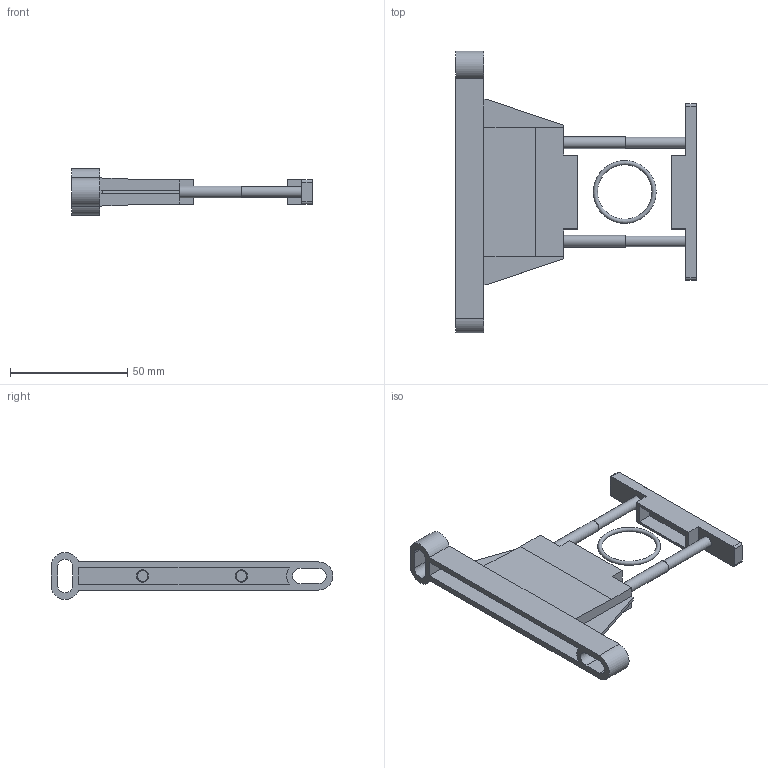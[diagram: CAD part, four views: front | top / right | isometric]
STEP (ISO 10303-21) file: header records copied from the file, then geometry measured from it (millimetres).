
FILE_DESCRIPTION( ( 'STEP AP214' ), ' ' );
FILE_NAME( '99002.0900.stp', '2017-03-08T14:18:38', ( '' ), ( '' ), ' ', 'PARTsolutions', ' ' );
FILE_SCHEMA( ( 'AUTOMOTIVE_DESIGN { 1 0 10303 214 1 1 1 1 }' ) );
Length unit declared in the file: millimetre
Products named in the file (5): 99002.0900; _WK 102-1; _WK 102-3; _WK 102-2; _WK 102-4
Assembly tree (5 placements, depth 2):
  99002.0900
    _WK 102-1
    _WK 102-3  x2
    _WK 102-2
    _WK 102-4
Bounding box: 102.5 x 120 x 19.96 mm (x, y, z)
Volume: 36174.8 mm3; surface area: 22036.6 mm2
Topology: 5 solids, 5 shells, 138 faces, 318 edges, 193 vertices
Faces by surface type: plane 91, cylinder 38, cone 8, torus 1
Full cylindrical faces by diameter (mm): 4.509 x2, 5 x2, 5.2 x4, 9.3 x2
Entity records: 3928 total; most frequent: DIRECTION 522, CARTESIAN_POINT 512, ORIENTED_EDGE 482, EDGE_CURVE 241, LINE 184, VECTOR 184, AXIS2_PLACEMENT_3D 169, VERTEX_POINT 159
